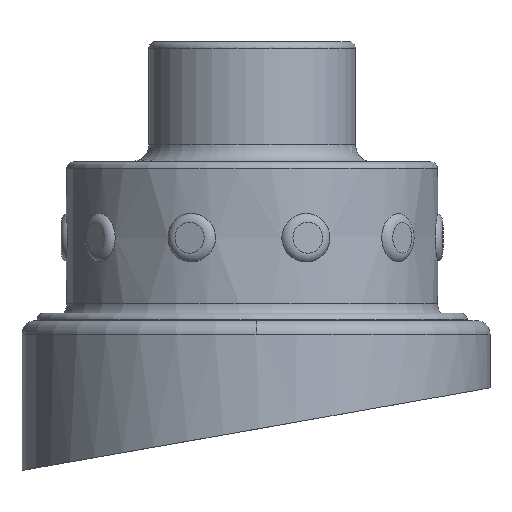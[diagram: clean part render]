
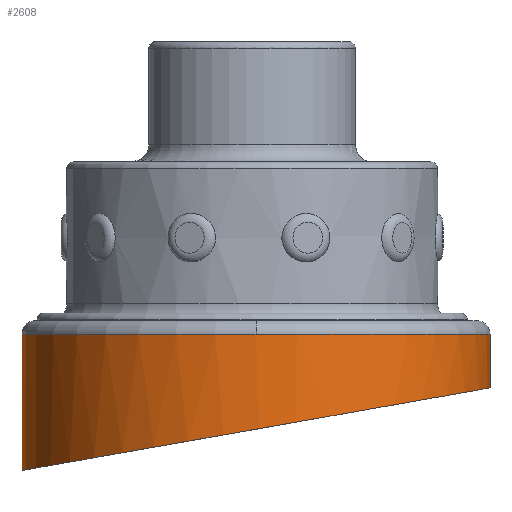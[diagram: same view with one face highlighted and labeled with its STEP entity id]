
A CAD part, left-side view. The second image highlights one B-rep face of the part: STEP entity #2608.
In plain terms, the highlighted cylindrical face has radius 68 mm (diameter 136 mm), a partial arc.
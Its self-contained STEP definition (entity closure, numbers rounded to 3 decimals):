
#2366 = VERTEX_POINT('',#2367);
#2367 = CARTESIAN_POINT('',(0.,-69.132,-8.856));
#2374 = EDGE_CURVE('',#2366,#2375,#2377,.T.);
#2375 = VERTEX_POINT('',#2376);
#2376 = CARTESIAN_POINT('',(0.,66.868,-32.836));
#2377 = ELLIPSE('',#2378,69.049,68.);
#2378 = AXIS2_PLACEMENT_3D('',#2379,#2380,#2381);
#2379 = CARTESIAN_POINT('',(0.,-1.132,-20.846));
#2380 = DIRECTION('',(0.,-0.174,-0.985));
#2381 = DIRECTION('',(0.,-0.985,0.174));
#2398 = EDGE_CURVE('',#2399,#2366,#2401,.T.);
#2399 = VERTEX_POINT('',#2400);
#2400 = CARTESIAN_POINT('',(0.,-69.132,6.724));
#2401 = LINE('',#2402,#2403);
#2402 = CARTESIAN_POINT('',(0.,-69.132,6.724));
#2403 = VECTOR('',#2404,1.);
#2404 = DIRECTION('',(-0.,0.,-1.));
#2430 = EDGE_CURVE('',#2375,#2431,#2433,.T.);
#2431 = VERTEX_POINT('',#2432);
#2432 = CARTESIAN_POINT('',(0.,66.868,6.724));
#2433 = LINE('',#2434,#2435);
#2434 = CARTESIAN_POINT('',(0.,66.868,-32.836));
#2435 = VECTOR('',#2436,1.);
#2436 = DIRECTION('',(-0.,-0.,1.));
#2533 = EDGE_CURVE('',#2534,#2431,#2536,.T.);
#2534 = VERTEX_POINT('',#2535);
#2535 = CARTESIAN_POINT('',(-68.,-1.132,6.724));
#2536 = CIRCLE('',#2537,68.);
#2537 = AXIS2_PLACEMENT_3D('',#2538,#2539,#2540);
#2538 = CARTESIAN_POINT('',(0.,-1.132,6.724));
#2539 = DIRECTION('',(0.,0.,-1.));
#2540 = DIRECTION('',(0.,1.,0.));
#2559 = EDGE_CURVE('',#2399,#2534,#2560,.T.);
#2560 = CIRCLE('',#2561,68.);
#2561 = AXIS2_PLACEMENT_3D('',#2562,#2563,#2564);
#2562 = CARTESIAN_POINT('',(0.,-1.132,6.724));
#2563 = DIRECTION('',(0.,0.,-1.));
#2564 = DIRECTION('',(0.,1.,0.));
#2608 = ADVANCED_FACE('',(#2609),#2616,.T.);
#2609 = FACE_BOUND('',#2610,.T.);
#2610 = EDGE_LOOP('',(#2611,#2612,#2613,#2614,#2615));
#2611 = ORIENTED_EDGE('',*,*,#2398,.F.);
#2612 = ORIENTED_EDGE('',*,*,#2559,.T.);
#2613 = ORIENTED_EDGE('',*,*,#2533,.T.);
#2614 = ORIENTED_EDGE('',*,*,#2430,.F.);
#2615 = ORIENTED_EDGE('',*,*,#2374,.F.);
#2616 = CYLINDRICAL_SURFACE('',#2617,68.);
#2617 = AXIS2_PLACEMENT_3D('',#2618,#2619,#2620);
#2618 = CARTESIAN_POINT('',(0.,-1.132,-8.676));
#2619 = DIRECTION('',(0.,0.,1.));
#2620 = DIRECTION('',(0.,-1.,0.));
